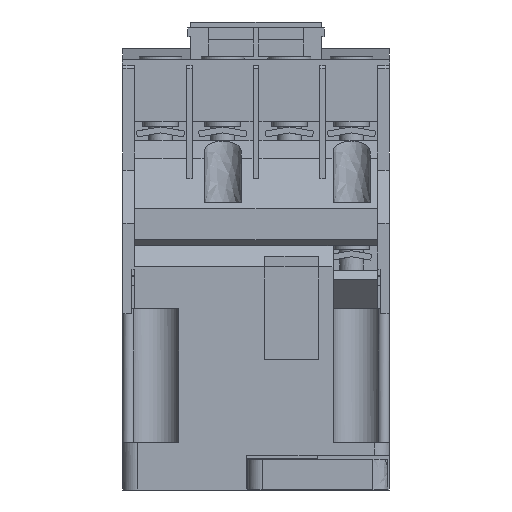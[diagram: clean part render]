
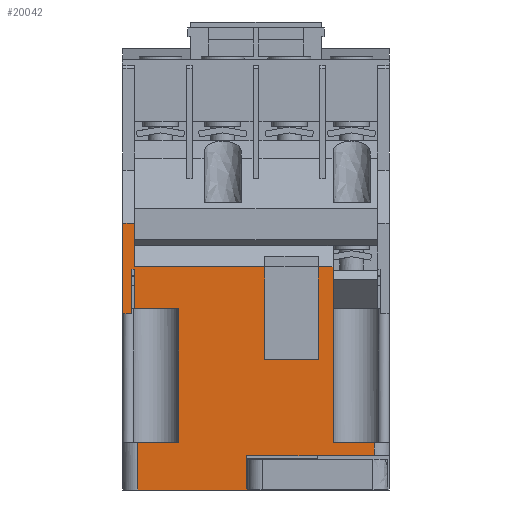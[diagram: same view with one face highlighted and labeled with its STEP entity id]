
A CAD part, front view. The second image highlights one B-rep face of the part: STEP entity #20042.
In plain terms, the highlighted free-form (B-spline) face has degree [1, 1] with [2, 2] control points.
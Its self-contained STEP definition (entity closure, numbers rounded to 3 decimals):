
#20042 = ADVANCED_FACE('',(#20043),#20199,.T.);
#20043 = FACE_BOUND('',#20044,.T.);
#20044 = EDGE_LOOP('',(#20045,#20054,#20061,#20068,#20075,#20082,#20089,
    #20096,#20103,#20110,#20117,#20124,#20131,#20138,#20145,#20152,
    #20159,#20166,#20173,#20180,#20187,#20194));
#20045 = ORIENTED_EDGE('',*,*,#20046,.T.);
#20046 = EDGE_CURVE('',#20047,#20049,#20051,.T.);
#20047 = VERTEX_POINT('',#20048);
#20048 = CARTESIAN_POINT('',(-24.133,-42.534,0.));
#20049 = VERTEX_POINT('',#20050);
#20050 = CARTESIAN_POINT('',(-24.133,-42.534,
    9.653));
#20051 = B_SPLINE_CURVE_WITH_KNOTS('',1,(#20052,#20053),.UNSPECIFIED.,
  .F.,.F.,(2,2),(0.,8.),.PIECEWISE_BEZIER_KNOTS.);
#20052 = CARTESIAN_POINT('',(-24.133,-42.534,0.));
#20053 = CARTESIAN_POINT('',(-24.133,-42.534,
    9.653));
#20054 = ORIENTED_EDGE('',*,*,#20055,.T.);
#20055 = EDGE_CURVE('',#20049,#20056,#20058,.T.);
#20056 = VERTEX_POINT('',#20057);
#20057 = CARTESIAN_POINT('',(-15.686,-42.534,
    9.653));
#20058 = B_SPLINE_CURVE_WITH_KNOTS('',1,(#20059,#20060),.UNSPECIFIED.,
  .F.,.F.,(2,2),(0.,7.),.PIECEWISE_BEZIER_KNOTS.);
#20059 = CARTESIAN_POINT('',(-24.133,-42.534,
    9.653));
#20060 = CARTESIAN_POINT('',(-15.686,-42.534,
    9.653));
#20061 = ORIENTED_EDGE('',*,*,#20062,.T.);
#20062 = EDGE_CURVE('',#20056,#20063,#20065,.T.);
#20063 = VERTEX_POINT('',#20064);
#20064 = CARTESIAN_POINT('',(-15.686,-42.534,
    36.923));
#20065 = B_SPLINE_CURVE_WITH_KNOTS('',1,(#20066,#20067),.UNSPECIFIED.,
  .F.,.F.,(2,2),(0.,22.6),.PIECEWISE_BEZIER_KNOTS.);
#20066 = CARTESIAN_POINT('',(-15.686,-42.534,
    9.653));
#20067 = CARTESIAN_POINT('',(-15.686,-42.534,
    36.923));
#20068 = ORIENTED_EDGE('',*,*,#20069,.T.);
#20069 = EDGE_CURVE('',#20063,#20070,#20072,.T.);
#20070 = VERTEX_POINT('',#20071);
#20071 = CARTESIAN_POINT('',(-24.736,-42.534,
    36.923));
#20072 = B_SPLINE_CURVE_WITH_KNOTS('',1,(#20073,#20074),.UNSPECIFIED.,
  .F.,.F.,(2,2),(0.,7.5),.PIECEWISE_BEZIER_KNOTS.);
#20073 = CARTESIAN_POINT('',(-15.686,-42.534,
    36.923));
#20074 = CARTESIAN_POINT('',(-24.736,-42.534,
    36.923));
#20075 = ORIENTED_EDGE('',*,*,#20076,.T.);
#20076 = EDGE_CURVE('',#20070,#20077,#20079,.T.);
#20077 = VERTEX_POINT('',#20078);
#20078 = CARTESIAN_POINT('',(-24.736,-42.534,
    44.948));
#20079 = B_SPLINE_CURVE_WITH_KNOTS('',1,(#20080,#20081),.UNSPECIFIED.,
  .F.,.F.,(2,2),(0.,6.65),.PIECEWISE_BEZIER_KNOTS.);
#20080 = CARTESIAN_POINT('',(-24.736,-42.534,
    36.923));
#20081 = CARTESIAN_POINT('',(-24.736,-42.534,
    44.948));
#20082 = ORIENTED_EDGE('',*,*,#20083,.T.);
#20083 = EDGE_CURVE('',#20077,#20084,#20086,.T.);
#20084 = VERTEX_POINT('',#20085);
#20085 = CARTESIAN_POINT('',(-25.34,-42.534,
    44.948));
#20086 = B_SPLINE_CURVE_WITH_KNOTS('',1,(#20087,#20088),.UNSPECIFIED.,
  .F.,.F.,(2,2),(0.,0.5),.PIECEWISE_BEZIER_KNOTS.);
#20087 = CARTESIAN_POINT('',(-24.736,-42.534,
    44.948));
#20088 = CARTESIAN_POINT('',(-25.34,-42.534,
    44.948));
#20089 = ORIENTED_EDGE('',*,*,#20090,.T.);
#20090 = EDGE_CURVE('',#20084,#20091,#20093,.T.);
#20091 = VERTEX_POINT('',#20092);
#20092 = CARTESIAN_POINT('',(-25.34,-42.534,
    35.898));
#20093 = B_SPLINE_CURVE_WITH_KNOTS('',1,(#20094,#20095),.UNSPECIFIED.,
  .F.,.F.,(2,2),(0.,7.5),.PIECEWISE_BEZIER_KNOTS.);
#20094 = CARTESIAN_POINT('',(-25.34,-42.534,
    44.948));
#20095 = CARTESIAN_POINT('',(-25.34,-42.534,
    35.898));
#20096 = ORIENTED_EDGE('',*,*,#20097,.T.);
#20097 = EDGE_CURVE('',#20091,#20098,#20100,.T.);
#20098 = VERTEX_POINT('',#20099);
#20099 = CARTESIAN_POINT('',(-27.15,-42.534,
    35.898));
#20100 = B_SPLINE_CURVE_WITH_KNOTS('',1,(#20101,#20102),.UNSPECIFIED.,
  .F.,.F.,(2,2),(0.,1.5),.PIECEWISE_BEZIER_KNOTS.);
#20101 = CARTESIAN_POINT('',(-25.34,-42.534,
    35.898));
#20102 = CARTESIAN_POINT('',(-27.15,-42.534,
    35.898));
#20103 = ORIENTED_EDGE('',*,*,#20104,.T.);
#20104 = EDGE_CURVE('',#20098,#20105,#20107,.T.);
#20105 = VERTEX_POINT('',#20106);
#20106 = CARTESIAN_POINT('',(-27.15,-42.534,
    54.299));
#20107 = B_SPLINE_CURVE_WITH_KNOTS('',1,(#20108,#20109),.UNSPECIFIED.,
  .F.,.F.,(2,2),(0.,15.25),.PIECEWISE_BEZIER_KNOTS.);
#20108 = CARTESIAN_POINT('',(-27.15,-42.534,
    35.898));
#20109 = CARTESIAN_POINT('',(-27.15,-42.534,
    54.299));
#20110 = ORIENTED_EDGE('',*,*,#20111,.T.);
#20111 = EDGE_CURVE('',#20105,#20112,#20114,.T.);
#20112 = VERTEX_POINT('',#20113);
#20113 = CARTESIAN_POINT('',(-24.736,-42.534,
    54.299));
#20114 = B_SPLINE_CURVE_WITH_KNOTS('',1,(#20115,#20116),.UNSPECIFIED.,
  .F.,.F.,(2,2),(0.,2.),.PIECEWISE_BEZIER_KNOTS.);
#20115 = CARTESIAN_POINT('',(-27.15,-42.534,
    54.299));
#20116 = CARTESIAN_POINT('',(-24.736,-42.534,
    54.299));
#20117 = ORIENTED_EDGE('',*,*,#20118,.T.);
#20118 = EDGE_CURVE('',#20112,#20119,#20121,.T.);
#20119 = VERTEX_POINT('',#20120);
#20120 = CARTESIAN_POINT('',(-24.736,-42.534,
    45.442));
#20121 = B_SPLINE_CURVE_WITH_KNOTS('',1,(#20122,#20123),.UNSPECIFIED.,
  .F.,.F.,(2,2),(0.,7.34),.PIECEWISE_BEZIER_KNOTS.);
#20122 = CARTESIAN_POINT('',(-24.736,-42.534,
    54.299));
#20123 = CARTESIAN_POINT('',(-24.736,-42.534,
    45.442));
#20124 = ORIENTED_EDGE('',*,*,#20125,.T.);
#20125 = EDGE_CURVE('',#20119,#20126,#20128,.T.);
#20126 = VERTEX_POINT('',#20127);
#20127 = CARTESIAN_POINT('',(1.81,-42.534,
    45.442));
#20128 = B_SPLINE_CURVE_WITH_KNOTS('',1,(#20129,#20130),.UNSPECIFIED.,
  .F.,.F.,(2,2),(0.,22.),.PIECEWISE_BEZIER_KNOTS.);
#20129 = CARTESIAN_POINT('',(-24.736,-42.534,
    45.442));
#20130 = CARTESIAN_POINT('',(1.81,-42.534,
    45.442));
#20131 = ORIENTED_EDGE('',*,*,#20132,.T.);
#20132 = EDGE_CURVE('',#20126,#20133,#20135,.T.);
#20133 = VERTEX_POINT('',#20134);
#20134 = CARTESIAN_POINT('',(1.81,-42.534,
    26.546));
#20135 = B_SPLINE_CURVE_WITH_KNOTS('',1,(#20136,#20137),.UNSPECIFIED.,
  .F.,.F.,(2,2),(0.,15.66),.PIECEWISE_BEZIER_KNOTS.);
#20136 = CARTESIAN_POINT('',(1.81,-42.534,
    45.442));
#20137 = CARTESIAN_POINT('',(1.81,-42.534,
    26.546));
#20138 = ORIENTED_EDGE('',*,*,#20139,.T.);
#20139 = EDGE_CURVE('',#20133,#20140,#20142,.T.);
#20140 = VERTEX_POINT('',#20141);
#20141 = CARTESIAN_POINT('',(12.67,-42.534,
    26.546));
#20142 = B_SPLINE_CURVE_WITH_KNOTS('',1,(#20143,#20144),.UNSPECIFIED.,
  .F.,.F.,(2,2),(0.,9.),.PIECEWISE_BEZIER_KNOTS.);
#20143 = CARTESIAN_POINT('',(1.81,-42.534,
    26.546));
#20144 = CARTESIAN_POINT('',(12.67,-42.534,
    26.546));
#20145 = ORIENTED_EDGE('',*,*,#20146,.T.);
#20146 = EDGE_CURVE('',#20140,#20147,#20149,.T.);
#20147 = VERTEX_POINT('',#20148);
#20148 = CARTESIAN_POINT('',(12.67,-42.534,
    45.442));
#20149 = B_SPLINE_CURVE_WITH_KNOTS('',1,(#20150,#20151),.UNSPECIFIED.,
  .F.,.F.,(2,2),(0.,15.66),.PIECEWISE_BEZIER_KNOTS.);
#20150 = CARTESIAN_POINT('',(12.67,-42.534,
    26.546));
#20151 = CARTESIAN_POINT('',(12.67,-42.534,
    45.442));
#20152 = ORIENTED_EDGE('',*,*,#20153,.T.);
#20153 = EDGE_CURVE('',#20147,#20154,#20156,.T.);
#20154 = VERTEX_POINT('',#20155);
#20155 = CARTESIAN_POINT('',(15.686,-42.534,
    45.442));
#20156 = B_SPLINE_CURVE_WITH_KNOTS('',1,(#20157,#20158),.UNSPECIFIED.,
  .F.,.F.,(2,2),(0.,2.5),.PIECEWISE_BEZIER_KNOTS.);
#20157 = CARTESIAN_POINT('',(12.67,-42.534,
    45.442));
#20158 = CARTESIAN_POINT('',(15.686,-42.534,
    45.442));
#20159 = ORIENTED_EDGE('',*,*,#20160,.T.);
#20160 = EDGE_CURVE('',#20154,#20161,#20163,.T.);
#20161 = VERTEX_POINT('',#20162);
#20162 = CARTESIAN_POINT('',(15.686,-42.534,
    9.653));
#20163 = B_SPLINE_CURVE_WITH_KNOTS('',1,(#20164,#20165),.UNSPECIFIED.,
  .F.,.F.,(2,2),(0.,29.66),.PIECEWISE_BEZIER_KNOTS.);
#20164 = CARTESIAN_POINT('',(15.686,-42.534,
    45.442));
#20165 = CARTESIAN_POINT('',(15.686,-42.534,
    9.653));
#20166 = ORIENTED_EDGE('',*,*,#20167,.T.);
#20167 = EDGE_CURVE('',#20161,#20168,#20170,.T.);
#20168 = VERTEX_POINT('',#20169);
#20169 = CARTESIAN_POINT('',(24.133,-42.534,
    9.653));
#20170 = B_SPLINE_CURVE_WITH_KNOTS('',1,(#20171,#20172),.UNSPECIFIED.,
  .F.,.F.,(2,2),(0.,7.),.PIECEWISE_BEZIER_KNOTS.);
#20171 = CARTESIAN_POINT('',(15.686,-42.534,
    9.653));
#20172 = CARTESIAN_POINT('',(24.133,-42.534,
    9.653));
#20173 = ORIENTED_EDGE('',*,*,#20174,.T.);
#20174 = EDGE_CURVE('',#20168,#20175,#20177,.T.);
#20175 = VERTEX_POINT('',#20176);
#20176 = CARTESIAN_POINT('',(24.133,-42.534,
    7.023));
#20177 = B_SPLINE_CURVE_WITH_KNOTS('',1,(#20178,#20179),.UNSPECIFIED.,
  .F.,.F.,(2,2),(0.,2.18),.PIECEWISE_BEZIER_KNOTS.);
#20178 = CARTESIAN_POINT('',(24.133,-42.534,
    9.653));
#20179 = CARTESIAN_POINT('',(24.133,-42.534,
    7.023));
#20180 = ORIENTED_EDGE('',*,*,#20181,.T.);
#20181 = EDGE_CURVE('',#20175,#20182,#20184,.T.);
#20182 = VERTEX_POINT('',#20183);
#20183 = CARTESIAN_POINT('',(-1.9,-42.534,
    7.023));
#20184 = B_SPLINE_CURVE_WITH_KNOTS('',1,(#20185,#20186),.UNSPECIFIED.,
  .F.,.F.,(2,2),(0.,21.575),.PIECEWISE_BEZIER_KNOTS.);
#20185 = CARTESIAN_POINT('',(24.133,-42.534,
    7.023));
#20186 = CARTESIAN_POINT('',(-1.9,-42.534,
    7.023));
#20187 = ORIENTED_EDGE('',*,*,#20188,.T.);
#20188 = EDGE_CURVE('',#20182,#20189,#20191,.T.);
#20189 = VERTEX_POINT('',#20190);
#20190 = CARTESIAN_POINT('',(-1.9,-42.534,0.));
#20191 = B_SPLINE_CURVE_WITH_KNOTS('',1,(#20192,#20193),.UNSPECIFIED.,
  .F.,.F.,(2,2),(0.,5.82),.PIECEWISE_BEZIER_KNOTS.);
#20192 = CARTESIAN_POINT('',(-1.9,-42.534,
    7.023));
#20193 = CARTESIAN_POINT('',(-1.9,-42.534,0.));
#20194 = ORIENTED_EDGE('',*,*,#20195,.T.);
#20195 = EDGE_CURVE('',#20189,#20047,#20196,.T.);
#20196 = B_SPLINE_CURVE_WITH_KNOTS('',1,(#20197,#20198),.UNSPECIFIED.,
  .F.,.F.,(2,2),(0.,18.425),.PIECEWISE_BEZIER_KNOTS.);
#20197 = CARTESIAN_POINT('',(-1.9,-42.534,0.));
#20198 = CARTESIAN_POINT('',(-24.133,-42.534,0.));
#20199 = B_SPLINE_SURFACE_WITH_KNOTS('',1,1,(
    (#20200,#20201)
    ,(#20202,#20203
    )),.UNSPECIFIED.,.F.,.F.,.F.,(2,2),(2,2),(0.,1.),(0.,1.),
  .PIECEWISE_BEZIER_KNOTS.);
#20200 = CARTESIAN_POINT('',(-27.15,-42.534,0.));
#20201 = CARTESIAN_POINT('',(24.133,-42.534,0.));
#20202 = CARTESIAN_POINT('',(-27.15,-42.534,
    54.299));
#20203 = CARTESIAN_POINT('',(24.133,-42.534,
    54.299));
